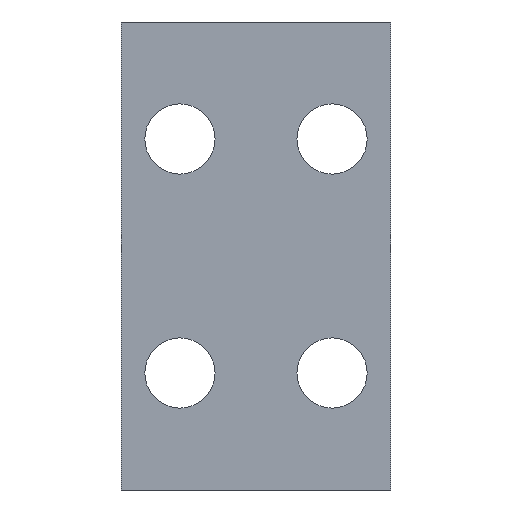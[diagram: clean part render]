
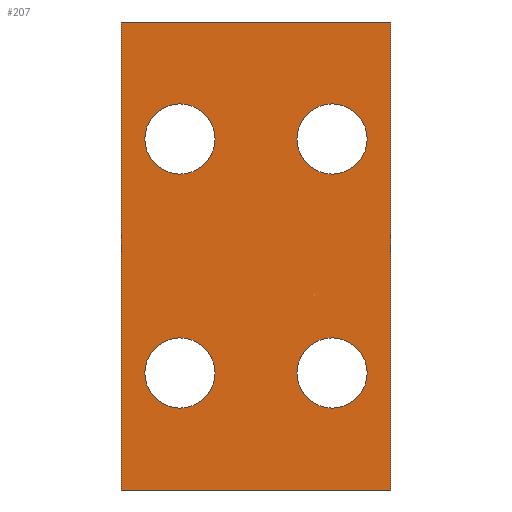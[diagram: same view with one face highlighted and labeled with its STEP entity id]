
A CAD part, front view. The second image highlights one B-rep face of the part: STEP entity #207.
In plain terms, the highlighted planar face has unit normal (0, -1, 0).
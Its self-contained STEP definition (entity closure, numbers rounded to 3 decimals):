
#14=FACE_BOUND('',#47,.T.);
#15=FACE_BOUND('',#48,.T.);
#16=FACE_BOUND('',#49,.T.);
#17=FACE_BOUND('',#50,.T.);
#26=PLANE('',#245);
#36=FACE_OUTER_BOUND('',#46,.T.);
#46=EDGE_LOOP('',(#168,#169,#170,#171));
#47=EDGE_LOOP('',(#172));
#48=EDGE_LOOP('',(#173));
#49=EDGE_LOOP('',(#174));
#50=EDGE_LOOP('',(#175));
#60=LINE('',#329,#76);
#64=LINE('',#337,#80);
#67=LINE('',#343,#83);
#70=LINE('',#348,#86);
#76=VECTOR('',#279,10.);
#80=VECTOR('',#285,10.);
#83=VECTOR('',#290,10.);
#86=VECTOR('',#295,10.);
#88=CIRCLE('',#230,1.5);
#90=CIRCLE('',#233,1.5);
#92=CIRCLE('',#236,1.5);
#94=CIRCLE('',#239,1.5);
#96=VERTEX_POINT('',#303);
#98=VERTEX_POINT('',#309);
#100=VERTEX_POINT('',#315);
#102=VERTEX_POINT('',#321);
#104=VERTEX_POINT('',#327);
#105=VERTEX_POINT('',#328);
#108=VERTEX_POINT('',#336);
#110=VERTEX_POINT('',#342);
#112=EDGE_CURVE('',#96,#96,#88,.T.);
#115=EDGE_CURVE('',#98,#98,#90,.T.);
#118=EDGE_CURVE('',#100,#100,#92,.T.);
#121=EDGE_CURVE('',#102,#102,#94,.T.);
#124=EDGE_CURVE('',#104,#105,#60,.T.);
#128=EDGE_CURVE('',#105,#108,#64,.T.);
#131=EDGE_CURVE('',#108,#110,#67,.T.);
#134=EDGE_CURVE('',#110,#104,#70,.T.);
#168=ORIENTED_EDGE('',*,*,#134,.T.);
#169=ORIENTED_EDGE('',*,*,#124,.T.);
#170=ORIENTED_EDGE('',*,*,#128,.T.);
#171=ORIENTED_EDGE('',*,*,#131,.T.);
#172=ORIENTED_EDGE('',*,*,#112,.T.);
#173=ORIENTED_EDGE('',*,*,#115,.T.);
#174=ORIENTED_EDGE('',*,*,#118,.T.);
#175=ORIENTED_EDGE('',*,*,#121,.T.);
#207=ADVANCED_FACE('',(#36,#14,#15,#16,#17),#26,.T.);
#230=AXIS2_PLACEMENT_3D('',#304,#251,#252);
#233=AXIS2_PLACEMENT_3D('',#310,#258,#259);
#236=AXIS2_PLACEMENT_3D('',#316,#265,#266);
#239=AXIS2_PLACEMENT_3D('',#322,#272,#273);
#245=AXIS2_PLACEMENT_3D('',#350,#297,#298);
#251=DIRECTION('center_axis',(0.,1.,0.));
#252=DIRECTION('ref_axis',(1.,0.,0.));
#258=DIRECTION('center_axis',(0.,1.,0.));
#259=DIRECTION('ref_axis',(1.,0.,0.));
#265=DIRECTION('center_axis',(0.,1.,0.));
#266=DIRECTION('ref_axis',(1.,0.,0.));
#272=DIRECTION('center_axis',(0.,1.,0.));
#273=DIRECTION('ref_axis',(1.,0.,0.));
#279=DIRECTION('',(0.,0.,-1.));
#285=DIRECTION('',(1.,0.,0.));
#290=DIRECTION('',(0.,0.,1.));
#295=DIRECTION('',(-1.,0.,0.));
#297=DIRECTION('center_axis',(0.,-1.,0.));
#298=DIRECTION('ref_axis',(0.,0.,-1.));
#303=CARTESIAN_POINT('',(-4.,0.,-5.));
#304=CARTESIAN_POINT('Origin',(-2.5,0.,-5.));
#309=CARTESIAN_POINT('',(-4.,0.,-15.));
#310=CARTESIAN_POINT('Origin',(-2.5,0.,-15.));
#315=CARTESIAN_POINT('',(-10.5,0.,-5.));
#316=CARTESIAN_POINT('Origin',(-9.,0.,-5.));
#321=CARTESIAN_POINT('',(-10.5,0.,-15.));
#322=CARTESIAN_POINT('Origin',(-9.,0.,-15.));
#327=CARTESIAN_POINT('',(-11.5,0.,0.));
#328=CARTESIAN_POINT('',(-11.5,0.,-20.));
#329=CARTESIAN_POINT('',(-11.5,0.,0.));
#336=CARTESIAN_POINT('',(0.,0.,-20.));
#337=CARTESIAN_POINT('',(-11.5,0.,-20.));
#342=CARTESIAN_POINT('',(0.,0.,0.));
#343=CARTESIAN_POINT('',(0.,0.,-20.));
#348=CARTESIAN_POINT('',(0.,0.,0.));
#350=CARTESIAN_POINT('Origin',(-5.75,0.,-10.));
